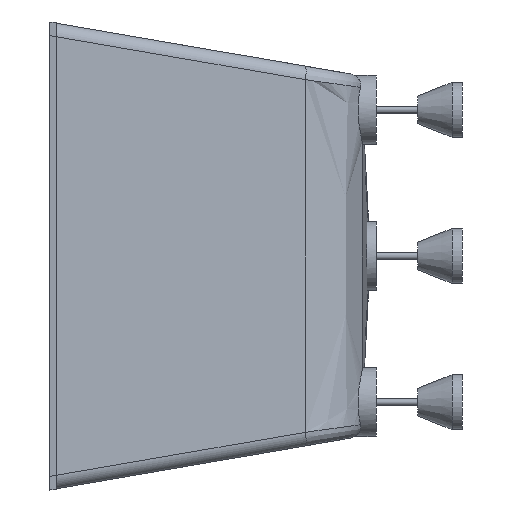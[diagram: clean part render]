
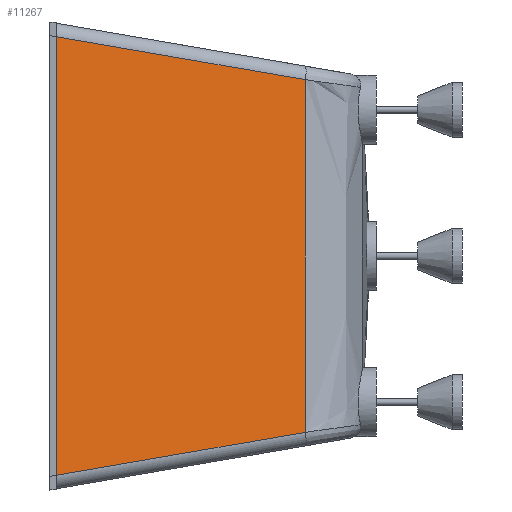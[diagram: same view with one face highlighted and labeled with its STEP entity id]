
A CAD part, left-side view. The second image highlights one B-rep face of the part: STEP entity #11267.
In plain terms, the highlighted planar face has unit normal (-0.985, -0.173, 0).
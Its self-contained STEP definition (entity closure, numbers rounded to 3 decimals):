
#266 = ORIENTED_EDGE ( 'NONE', *, *, #1214, .T. ) ;
#931 = CARTESIAN_POINT ( 'NONE',  ( -814.741, -371.51, 256.296 ) ) ;
#1193 = AXIS2_PLACEMENT_3D ( 'NONE', #2502, #2479, #2469 ) ;
#1214 = EDGE_CURVE ( 'NONE', #5838, #9673, #3702, .T. ) ;
#1700 = ORIENTED_EDGE ( 'NONE', *, *, #2554, .F. ) ;
#1741 = DIRECTION ( 'NONE',  ( 0.171, -0.971, 0.168 ) ) ;
#1761 = VECTOR ( 'NONE', #1741, 1000. ) ;
#1819 = VECTOR ( 'NONE', #11160, 1000. ) ;
#2469 = DIRECTION ( 'NONE',  ( 0., 0., -1. ) ) ;
#2474 = CARTESIAN_POINT ( 'NONE',  ( -861.214, -107.569, -301.875 ) ) ;
#2479 = DIRECTION ( 'NONE',  ( -0.985, -0.173, 0. ) ) ;
#2502 = CARTESIAN_POINT ( 'NONE',  ( -879.849, -1.734, 330. ) ) ;
#2554 = EDGE_CURVE ( 'NONE', #9680, #9673, #8337, .T. ) ;
#2679 = PLANE ( 'NONE',  #1193 ) ;
#2683 = B_SPLINE_CURVE_WITH_KNOTS ( 'NONE', 3,
 ( #10441, #10480, #9785, #9742, #9705, #9653, #9613 ),
 .UNSPECIFIED., .F., .F.,
 ( 4, 3, 4 ),
 ( 0., 0.2, 0.513 ),
 .UNSPECIFIED. ) ;
#2931 = EDGE_CURVE ( 'NONE', #9680, #3796, #9551, .T. ) ;
#2935 = ORIENTED_EDGE ( 'NONE', *, *, #2931, .T. ) ;
#3702 = LINE ( 'NONE', #4821, #5920 ) ;
#3796 = VERTEX_POINT ( 'NONE', #5809 ) ;
#4736 = CARTESIAN_POINT ( 'NONE',  ( -880.154, 0., -320.451 ) ) ;
#4821 = CARTESIAN_POINT ( 'NONE',  ( -829.281, -288.931, 270.556 ) ) ;
#4980 = ORIENTED_EDGE ( 'NONE', *, *, #9126, .T. ) ;
#5006 = FACE_OUTER_BOUND ( 'NONE', #9781, .T. ) ;
#5329 = CARTESIAN_POINT ( 'NONE',  ( -880.154, 0., 320.451 ) ) ;
#5809 = CARTESIAN_POINT ( 'NONE',  ( -814.741, -371.51, -256.296 ) ) ;
#5838 = VERTEX_POINT ( 'NONE', #931 ) ;
#5858 = DIRECTION ( 'NONE',  ( -0.171, 0.971, 0.168 ) ) ;
#5920 = VECTOR ( 'NONE', #5858, 1000. ) ;
#8337 = LINE ( 'NONE', #11265, #1819 ) ;
#9126 = EDGE_CURVE ( 'NONE', #3796, #5838, #2683, .T. ) ;
#9551 = LINE ( 'NONE', #2474, #1761 ) ;
#9613 = CARTESIAN_POINT ( 'NONE',  ( -814.741, -371.51, 256.296 ) ) ;
#9653 = CARTESIAN_POINT ( 'NONE',  ( -814.741, -371.512, 152.099 ) ) ;
#9673 = VERTEX_POINT ( 'NONE', #5329 ) ;
#9680 = VERTEX_POINT ( 'NONE', #4736 ) ;
#9705 = CARTESIAN_POINT ( 'NONE',  ( -814.741, -371.513, 47.901 ) ) ;
#9742 = CARTESIAN_POINT ( 'NONE',  ( -814.741, -371.513, -56.296 ) ) ;
#9781 = EDGE_LOOP ( 'NONE', ( #4980, #266, #1700, #2935 ) ) ;
#9785 = CARTESIAN_POINT ( 'NONE',  ( -814.741, -371.513, -122.963 ) ) ;
#10441 = CARTESIAN_POINT ( 'NONE',  ( -814.741, -371.51, -256.296 ) ) ;
#10480 = CARTESIAN_POINT ( 'NONE',  ( -814.741, -371.512, -189.629 ) ) ;
#11160 = DIRECTION ( 'NONE',  ( 0., 0., 1. ) ) ;
#11265 = CARTESIAN_POINT ( 'NONE',  ( -880.154, 0., 330. ) ) ;
#11267 = ADVANCED_FACE ( 'NONE', ( #5006 ), #2679, .T. ) ;
